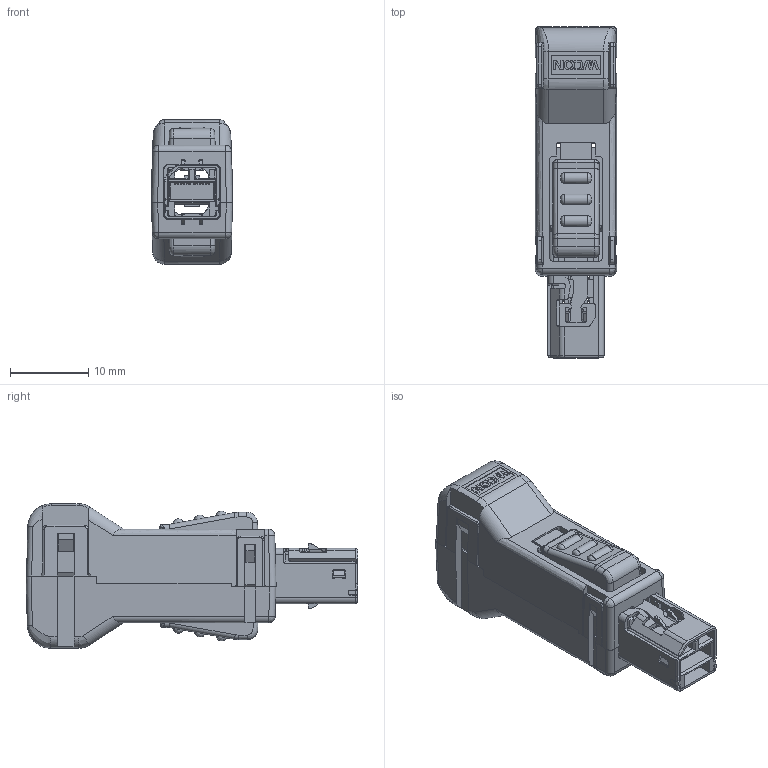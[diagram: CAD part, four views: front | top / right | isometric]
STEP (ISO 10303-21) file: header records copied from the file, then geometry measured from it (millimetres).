
FILE_DESCRIPTION( ('This file contains a STEP AP42 implementation' ,'as created by ZW3D STEP Interface translator.') ,'2;1' );
FILE_NAME( '6364-06MSHXXSCB01.stp' ,'231023.1553 2', (''), ('ZWCAD Software Co.'), 'Version 1.0', 'ZW3D to STEP translator', '' );
FILE_SCHEMA(('AUTOMOTIVE_DESIGN { 1 0 10303 214 1 1 1 1 }'));
Length unit declared in the file: millimetre
Products named in the file (3): 0; 6364-傖こ-6P-6-3; 錨璃002_1
Assembly tree (2 placements, depth 2):
  0
  6364-傖こ-6P-6-3
    錨璃002_1  x2
Bounding box: 10.45 x 42.54 x 18.5 mm (x, y, z)
Volume: 2524.4 mm3; surface area: 6231.3 mm2
Topology: 11 solids, 13 shells, 1802 faces, 5107 edges, 3292 vertices
Faces by surface type: plane 1136, cylinder 520, bspline 131, torus 10, cone 5
Full cylindrical faces by diameter (mm): 1.5 x2, 2 x4, 2.15 x1, 2.65 x2, 3.2 x2
Entity records: 64575 total; most frequent: CARTESIAN_POINT 18130, ORIENTED_EDGE 9926, DIRECTION 8519, EDGE_CURVE 4963, VECTOR 3597, LINE 3597, VERTEX_POINT 3200, AXIS2_PLACEMENT_3D 2461
